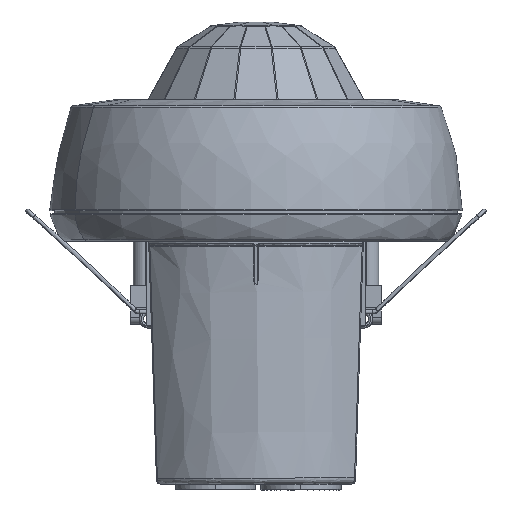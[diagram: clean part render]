
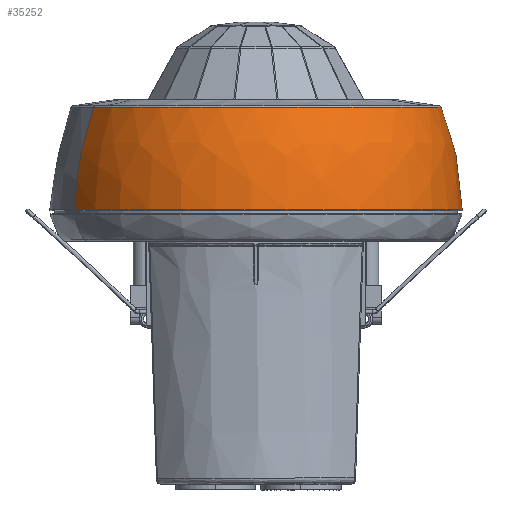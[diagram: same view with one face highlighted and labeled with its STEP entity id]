
A CAD part, left-side view. The second image highlights one B-rep face of the part: STEP entity #35252.
In plain terms, the highlighted face is a revolution surface.
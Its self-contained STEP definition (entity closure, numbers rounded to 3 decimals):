
#35211=AXIS2_PLACEMENT_3D('Circle Axis2P3D',#35209,#35210,$) ;
#35243=AXIS2_PLACEMENT_3D('Circle Axis2P3D',#35241,#35242,$) ;
#7458=CARTESIAN_POINT('Control Point',(-21.957,40.192,33.036)) ;
#7459=CARTESIAN_POINT('Control Point',(-22.228,40.689,31.559)) ;
#7460=CARTESIAN_POINT('Control Point',(-22.486,41.161,30.073)) ;
#7461=CARTESIAN_POINT('Control Point',(-22.73,41.607,28.578)) ;
#7462=CARTESIAN_POINT('Control Point',(-23.204,42.475,25.474)) ;
#7463=CARTESIAN_POINT('Control Point',(-23.605,43.208,22.324)) ;
#7464=CARTESIAN_POINT('Control Point',(-23.788,43.543,20.688)) ;
#7465=CARTESIAN_POINT('Control Point',(-24.04,44.005,17.929)) ;
#7466=CARTESIAN_POINT('Control Point',(-24.222,44.338,15.146)) ;
#7467=CARTESIAN_POINT('Control Point',(-24.285,44.453,14.027)) ;
#7468=CARTESIAN_POINT('Control Point',(-24.386,44.639,12.081)) ;
#7469=CARTESIAN_POINT('Control Point',(-24.454,44.763,10.132)) ;
#7470=CARTESIAN_POINT('Control Point',(-24.475,44.801,9.298)) ;
#7471=CARTESIAN_POINT('Control Point',(-24.481,44.813,8.459)) ;
#7472=CARTESIAN_POINT('Control Point',(-24.467,44.786,7.619)) ;
#7473=CARTESIAN_POINT('Vertex',(-21.957,40.192,33.036)) ;
#7475=CARTESIAN_POINT('Vertex',(-24.467,44.786,7.619)) ;
#7482=CARTESIAN_POINT('Vertex',(21.957,-40.192,33.036)) ;
#7486=CARTESIAN_POINT('Control Point',(21.957,-40.192,33.036)) ;
#7487=CARTESIAN_POINT('Control Point',(22.228,-40.689,31.559)) ;
#7488=CARTESIAN_POINT('Control Point',(22.486,-41.161,30.073)) ;
#7489=CARTESIAN_POINT('Control Point',(22.73,-41.607,28.578)) ;
#7490=CARTESIAN_POINT('Control Point',(23.204,-42.475,25.474)) ;
#7491=CARTESIAN_POINT('Control Point',(23.605,-43.208,22.324)) ;
#7492=CARTESIAN_POINT('Control Point',(23.788,-43.543,20.688)) ;
#7493=CARTESIAN_POINT('Control Point',(24.04,-44.005,17.929)) ;
#7494=CARTESIAN_POINT('Control Point',(24.222,-44.338,15.146)) ;
#7495=CARTESIAN_POINT('Control Point',(24.285,-44.453,14.027)) ;
#7496=CARTESIAN_POINT('Control Point',(24.386,-44.639,12.081)) ;
#7497=CARTESIAN_POINT('Control Point',(24.454,-44.763,10.132)) ;
#7498=CARTESIAN_POINT('Control Point',(24.475,-44.801,9.298)) ;
#7499=CARTESIAN_POINT('Control Point',(24.481,-44.813,8.459)) ;
#7500=CARTESIAN_POINT('Control Point',(24.467,-44.786,7.619)) ;
#7501=CARTESIAN_POINT('Vertex',(24.467,-44.786,7.619)) ;
#35209=CARTESIAN_POINT('Axis2P3D Location',(0.,0.,7.619)) ;
#35222=CARTESIAN_POINT('Control Point',(0.,-45.798,33.036)) ;
#35223=CARTESIAN_POINT('Control Point',(0.,-46.365,31.559)) ;
#35224=CARTESIAN_POINT('Control Point',(0.,-46.902,30.073)) ;
#35225=CARTESIAN_POINT('Control Point',(0.,-47.411,28.578)) ;
#35226=CARTESIAN_POINT('Control Point',(0.,-48.4,25.474)) ;
#35227=CARTESIAN_POINT('Control Point',(0.,-49.235,22.324)) ;
#35228=CARTESIAN_POINT('Control Point',(0.,-49.617,20.688)) ;
#35229=CARTESIAN_POINT('Control Point',(0.,-50.144,17.929)) ;
#35230=CARTESIAN_POINT('Control Point',(0.,-50.522,15.146)) ;
#35231=CARTESIAN_POINT('Control Point',(0.,-50.654,14.027)) ;
#35232=CARTESIAN_POINT('Control Point',(0.,-50.866,12.081)) ;
#35233=CARTESIAN_POINT('Control Point',(0.,-51.008,10.132)) ;
#35234=CARTESIAN_POINT('Control Point',(0.,-51.05,9.298)) ;
#35235=CARTESIAN_POINT('Control Point',(0.,-51.064,8.459)) ;
#35236=CARTESIAN_POINT('Control Point',(0.,-51.034,7.619)) ;
#35237=CARTESIAN_POINT('Axis1P Location',(0.,0.,14.498)) ;
#35241=CARTESIAN_POINT('Axis2P3D Location',(0.,0.,33.036)) ;
#35210=DIRECTION('Axis2P3D Direction',(0.,-0.,1.)) ;
#35238=DIRECTION('Axis1P Direction',(0.,0.,1.)) ;
#35242=DIRECTION('Axis2P3D Direction',(0.,0.,1.)) ;
#35239=AXIS1_PLACEMENT('Revolution Surface Axis1P',#35237,#35238) ;
#35247=ORIENTED_EDGE('',*,*,#7503,.F.) ;
#35248=ORIENTED_EDGE('',*,*,#35245,.F.) ;
#35249=ORIENTED_EDGE('',*,*,#7477,.T.) ;
#35250=ORIENTED_EDGE('',*,*,#35213,.T.) ;
#35252=ADVANCED_FACE('Body.2',(#35251),#35240,.F.) ;
#7457=B_SPLINE_CURVE_WITH_KNOTS('',5,(#7458,#7459,#7460,#7461,#7462,#7463,#7464,#7465,#7466,#7467,#7468,#7469,#7470,#7471,#7472),.UNSPECIFIED.,.F.,.U.,(6,3,3,3,6),(0.34,8.238,16.628,22.251,26.432),.UNSPECIFIED.) ;
#7485=B_SPLINE_CURVE_WITH_KNOTS('',5,(#7486,#7487,#7488,#7489,#7490,#7491,#7492,#7493,#7494,#7495,#7496,#7497,#7498,#7499,#7500),.UNSPECIFIED.,.F.,.U.,(6,3,3,3,6),(0.34,8.238,16.628,22.251,26.432),.UNSPECIFIED.) ;
#35221=B_SPLINE_CURVE_WITH_KNOTS('',5,(#35222,#35223,#35224,#35225,#35226,#35227,#35228,#35229,#35230,#35231,#35232,#35233,#35234,#35235,#35236),.UNSPECIFIED.,.F.,.U.,(6,3,3,3,6),(0.34,8.238,16.628,22.251,26.432),.UNSPECIFIED.) ;
#35212=CIRCLE('generated circle',#35211,51.034) ;
#35244=CIRCLE('generated circle',#35243,45.798) ;
#7477=EDGE_CURVE('',#7474,#7476,#7457,.T.) ;
#7503=EDGE_CURVE('',#7483,#7502,#7485,.T.) ;
#35213=EDGE_CURVE('',#7476,#7502,#35212,.T.) ;
#35245=EDGE_CURVE('',#7474,#7483,#35244,.T.) ;
#35246=EDGE_LOOP('',(#35247,#35248,#35249,#35250)) ;
#35251=FACE_OUTER_BOUND('',#35246,.T.) ;
#35240=SURFACE_OF_REVOLUTION('Surface of Revolution',#35221,#35239) ;
#7474=VERTEX_POINT('',#7473) ;
#7476=VERTEX_POINT('',#7475) ;
#7483=VERTEX_POINT('',#7482) ;
#7502=VERTEX_POINT('',#7501) ;
